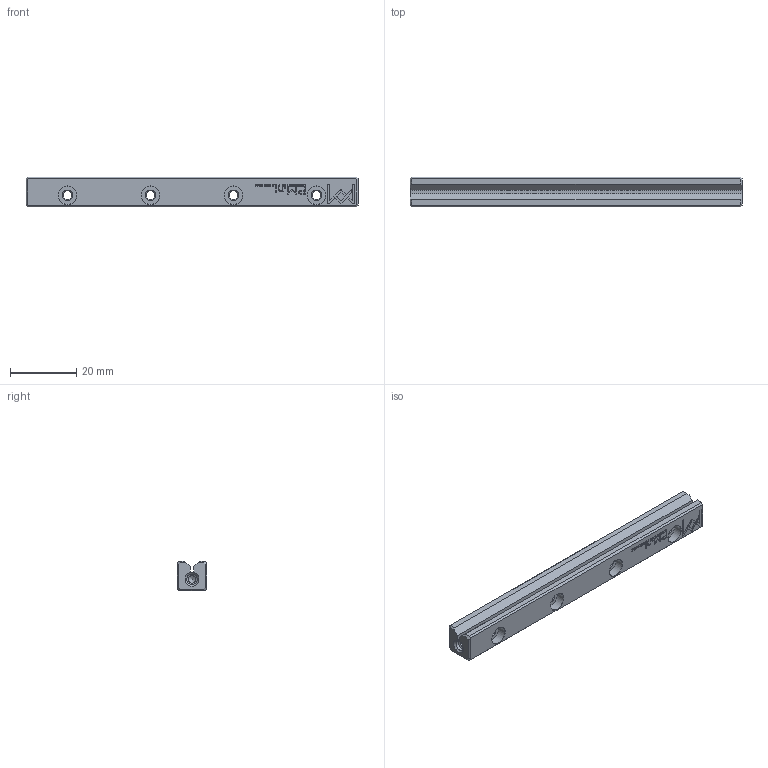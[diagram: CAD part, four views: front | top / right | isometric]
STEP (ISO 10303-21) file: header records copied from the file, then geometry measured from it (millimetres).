
FILE_DESCRIPTION(/* description */ (''),/* implementation_level */ '2;1');
FILE_NAME(/* name */ 'Rail RNG-4100.stp',/* time_stamp */ '2024-12-10T10:49:12+01:00',/* author */ (''),/* organization */ (''),/* preprocessor_version */ 'ST-DEVELOPER v16.7',/* originating_system */ 'SIEMENS PLM Software NX 12.0',/* authorisation */ '');
FILE_SCHEMA (('AUTOMOTIVE_DESIGN { 1 0 10303 214 3 1 1 1 }'));
Length unit declared in the file: millimetre
Products named in the file (1): Rail RNG-4100_step_stp
Bounding box: 100 x 9 x 9 mm (x, y, z)
Volume: 6876.6 mm3; surface area: 4527.6 mm2
Topology: 1 solids, 1 shells, 357 faces, 941 edges, 623 vertices
Faces by surface type: plane 237, bspline 90, cone 18, cylinder 12
Full cylindrical faces by diameter (mm): 2.26 x2, 2.65 x4, 3.2 x2, 5.5 x4
Entity records: 13214 total; most frequent: CARTESIAN_POINT 3118, ORIENTED_EDGE 1804, DIRECTION 1296, EDGE_CURVE 902, LINE 684, VECTOR 684, VERTEX_POINT 616, EDGE_LOOP 432
